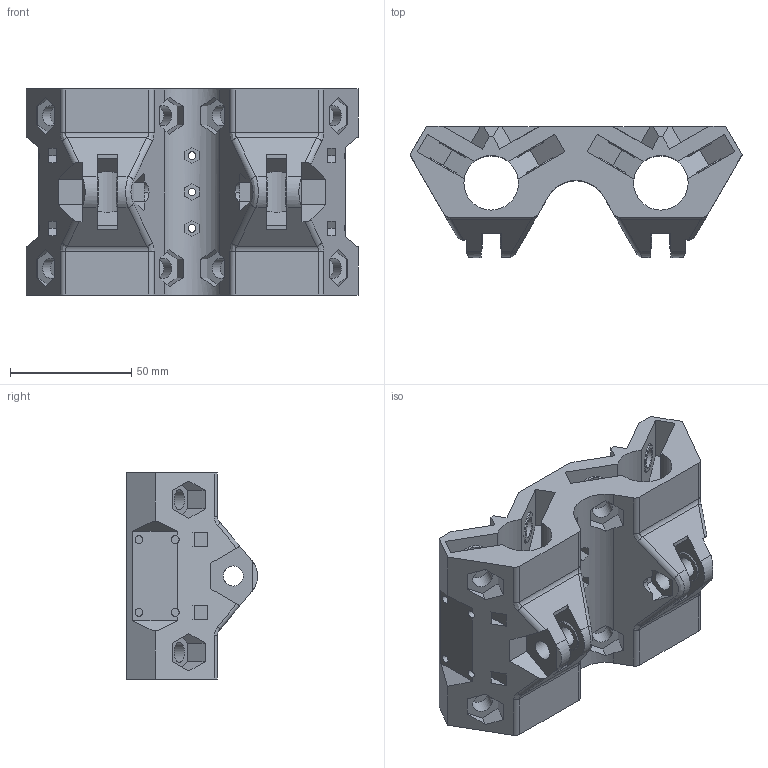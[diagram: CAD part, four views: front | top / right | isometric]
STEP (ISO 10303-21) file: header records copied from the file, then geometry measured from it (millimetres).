
FILE_DESCRIPTION(('FreeCAD Model'),'2;1');
FILE_NAME('yslider.step', '2020-11-01T18:06:35',('Author'),(''), 'Open CASCADE STEP processor 7.4','FreeCAD','Unknown');
FILE_SCHEMA(('AUTOMOTIVE_DESIGN { 1 0 10303 214 1 1 1 1 }'));
Length unit declared in the file: millimetre
Products named in the file (1): Y_Slider
Bounding box: 136.97 x 54 x 85 mm (x, y, z)
Volume: 244384 mm3; surface area: 69882.3 mm2
Topology: 1 solids, 1 shells, 570 faces, 1447 edges, 936 vertices
Faces by surface type: plane 430, cylinder 110, cone 20, bspline 10
Full cylindrical faces by diameter (mm): 3.215 x39, 8.3 x20, 12.3 x20, 22.5 x2
Entity records: 38047 total; most frequent: CARTESIAN_POINT 8484, DIRECTION 5540, LINE 3687, VECTOR 3687, ORIENTED_EDGE 2894, PCURVE 2894, DEFINITIONAL_REPRESENTATION 2894, EDGE_CURVE 1447
